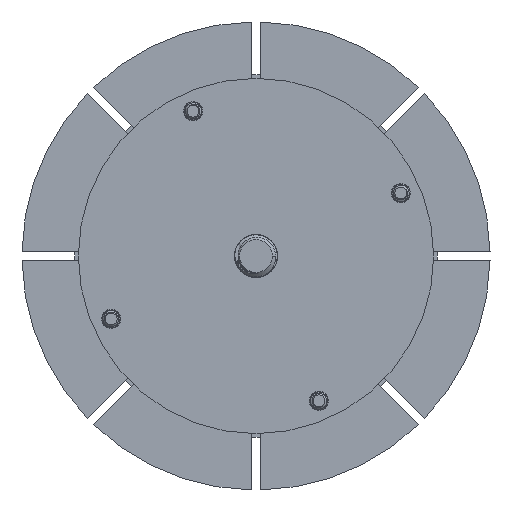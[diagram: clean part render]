
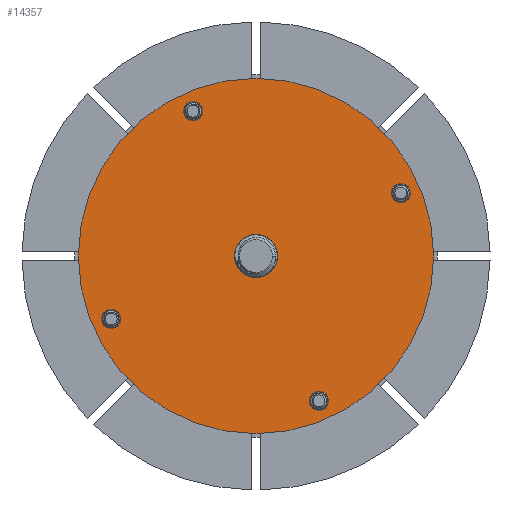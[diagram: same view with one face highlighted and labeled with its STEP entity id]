
A CAD part, front view. The second image highlights one B-rep face of the part: STEP entity #14357.
In plain terms, the highlighted planar face has unit normal (0, -1, 0).
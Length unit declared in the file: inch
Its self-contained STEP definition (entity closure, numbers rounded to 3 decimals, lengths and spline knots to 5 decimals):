
#54 = DIRECTION ( 'NONE',  ( 0., 0., 1. ) ) ;
#117 = DIRECTION ( 'NONE',  ( 0., 0., 1. ) ) ;
#270 = DIRECTION ( 'NONE',  ( 0., 0., 1. ) ) ;
#1063 = CIRCLE ( 'NONE', #34150, 2.6155 ) ;
#1511 = AXIS2_PLACEMENT_3D ( 'NONE', #26835, #32691, #17542 ) ;
#1661 = ORIENTED_EDGE ( 'NONE', *, *, #23889, .T. ) ;
#1699 = DIRECTION ( 'NONE',  ( 0., 0., 1. ) ) ;
#2002 = VERTEX_POINT ( 'NONE', #29032 ) ;
#2719 = CARTESIAN_POINT ( 'NONE',  ( 0., 0., 0. ) ) ;
#2941 = EDGE_CURVE ( 'NONE', #38778, #30992, #8071, .T. ) ;
#3009 = ORIENTED_EDGE ( 'NONE', *, *, #24031, .T. ) ;
#3551 = FACE_BOUND ( 'NONE', #14721, .T. ) ;
#3642 = CARTESIAN_POINT ( 'NONE',  ( 0., 0., 0. ) ) ;
#4279 = DIRECTION ( 'NONE',  ( 0., 1., 0. ) ) ;
#4596 = ORIENTED_EDGE ( 'NONE', *, *, #33376, .T. ) ;
#4807 = AXIS2_PLACEMENT_3D ( 'NONE', #36345, #15069, #20932 ) ;
#4963 = EDGE_LOOP ( 'NONE', ( #31916, #3009 ) ) ;
#4984 = DIRECTION ( 'NONE',  ( 0., 1., 0. ) ) ;
#5536 = ORIENTED_EDGE ( 'NONE', *, *, #21356, .T. ) ;
#6225 = FACE_BOUND ( 'NONE', #11483, .T. ) ;
#6662 = VERTEX_POINT ( 'NONE', #8191 ) ;
#7132 = DIRECTION ( 'NONE',  ( 0., 0., 1. ) ) ;
#7444 = EDGE_LOOP ( 'NONE', ( #4596, #5536 ) ) ;
#7587 = AXIS2_PLACEMENT_3D ( 'NONE', #38874, #4984, #11116 ) ;
#7758 = EDGE_LOOP ( 'NONE', ( #24285, #1661 ) ) ;
#8071 = CIRCLE ( 'NONE', #4807, 0.32 ) ;
#8168 = CARTESIAN_POINT ( 'NONE',  ( -2.13125, 0., -1.06719 ) ) ;
#8191 = CARTESIAN_POINT ( 'NONE',  ( 0., 0., -2.6155 ) ) ;
#8364 = AXIS2_PLACEMENT_3D ( 'NONE', #32525, #29916, #1699 ) ;
#8564 = AXIS2_PLACEMENT_3D ( 'NONE', #11085, #23407, #17372 ) ;
#9089 = CARTESIAN_POINT ( 'NONE',  ( -0.92669, 0., 1.99075 ) ) ;
#9331 = VERTEX_POINT ( 'NONE', #35199 ) ;
#9433 = EDGE_CURVE ( 'NONE', #37282, #11342, #13088, .T. ) ;
#9951 = AXIS2_PLACEMENT_3D ( 'NONE', #13017, #25373, #7132 ) ;
#10070 = VERTEX_POINT ( 'NONE', #26730 ) ;
#10283 = CARTESIAN_POINT ( 'NONE',  ( 0., 0., -0.32 ) ) ;
#11085 = CARTESIAN_POINT ( 'NONE',  ( -2.13125, 0., -0.92669 ) ) ;
#11088 = CARTESIAN_POINT ( 'NONE',  ( 0., 0., 0. ) ) ;
#11116 = DIRECTION ( 'NONE',  ( 0., 0., 1. ) ) ;
#11342 = VERTEX_POINT ( 'NONE', #15402 ) ;
#11483 = EDGE_LOOP ( 'NONE', ( #38444, #18003 ) ) ;
#11948 = AXIS2_PLACEMENT_3D ( 'NONE', #15348, #4279, #270 ) ;
#12137 = CIRCLE ( 'NONE', #33467, 0.1405 ) ;
#12438 = CIRCLE ( 'NONE', #39678, 0.32 ) ;
#13017 = CARTESIAN_POINT ( 'NONE',  ( 0.92669, 0., -2.13125 ) ) ;
#13088 = CIRCLE ( 'NONE', #8564, 0.1405 ) ;
#13396 = VERTEX_POINT ( 'NONE', #29492 ) ;
#14193 = EDGE_LOOP ( 'NONE', ( #25264, #15206 ) ) ;
#14306 = CIRCLE ( 'NONE', #22696, 0.1405 ) ;
#14330 = DIRECTION ( 'NONE',  ( 0., 1., 0. ) ) ;
#14357 = ADVANCED_FACE ( 'NONE', ( #6225, #18982, #31339, #3551, #39668, #36646 ), #27267, .F. ) ;
#14721 = EDGE_LOOP ( 'NONE', ( #28137, #38798 ) ) ;
#15069 = DIRECTION ( 'NONE',  ( 0., 1., 0. ) ) ;
#15206 = ORIENTED_EDGE ( 'NONE', *, *, #18410, .F. ) ;
#15348 = CARTESIAN_POINT ( 'NONE',  ( 2.13125, 0., 0.92669 ) ) ;
#15402 = CARTESIAN_POINT ( 'NONE',  ( -2.13125, 0., -0.78619 ) ) ;
#15768 = CIRCLE ( 'NONE', #9951, 0.1405 ) ;
#17091 = CIRCLE ( 'NONE', #1511, 0.1405 ) ;
#17372 = DIRECTION ( 'NONE',  ( 0., 0., 1. ) ) ;
#17542 = DIRECTION ( 'NONE',  ( 0., 0., 1. ) ) ;
#18003 = ORIENTED_EDGE ( 'NONE', *, *, #2941, .T. ) ;
#18028 = CARTESIAN_POINT ( 'NONE',  ( -0.92669, 0., 2.13125 ) ) ;
#18065 = DIRECTION ( 'NONE',  ( 0., 1., 0. ) ) ;
#18124 = CIRCLE ( 'NONE', #29107, 0.1405 ) ;
#18410 = EDGE_CURVE ( 'NONE', #20810, #6662, #21969, .T. ) ;
#18409 = CIRCLE ( 'NONE', #11948, 0.1405 ) ;
#18756 = DIRECTION ( 'NONE',  ( 0., 1., 0. ) ) ;
#18982 = FACE_BOUND ( 'NONE', #7758, .T. ) ;
#19224 = VERTEX_POINT ( 'NONE', #24952 ) ;
#20801 = DIRECTION ( 'NONE',  ( 0., 0., 1. ) ) ;
#20810 = VERTEX_POINT ( 'NONE', #40127 ) ;
#20932 = DIRECTION ( 'NONE',  ( 0., 0., 1. ) ) ;
#20971 = DIRECTION ( 'NONE',  ( 0., 0., 1. ) ) ;
#21356 = EDGE_CURVE ( 'NONE', #19224, #9331, #17091, .T. ) ;
#21969 = CIRCLE ( 'NONE', #8364, 2.6155 ) ;
#22696 = AXIS2_PLACEMENT_3D ( 'NONE', #18028, #40110, #117 ) ;
#23407 = DIRECTION ( 'NONE',  ( 0., 1., 0. ) ) ;
#23889 = EDGE_CURVE ( 'NONE', #2002, #10070, #12137, .T. ) ;
#24031 = EDGE_CURVE ( 'NONE', #37978, #13396, #26385, .T. ) ;
#24285 = ORIENTED_EDGE ( 'NONE', *, *, #31629, .T. ) ;
#24515 = EDGE_CURVE ( 'NONE', #6662, #20810, #1063, .T. ) ;
#24952 = CARTESIAN_POINT ( 'NONE',  ( 2.13125, 0., 0.78619 ) ) ;
#25264 = ORIENTED_EDGE ( 'NONE', *, *, #24515, .F. ) ;
#25342 = CARTESIAN_POINT ( 'NONE',  ( -2.13125, 0., -0.92669 ) ) ;
#25356 = DIRECTION ( 'NONE',  ( 0., 0., 1. ) ) ;
#25373 = DIRECTION ( 'NONE',  ( 0., 1., 0. ) ) ;
#26385 = CIRCLE ( 'NONE', #7587, 0.1405 ) ;
#26730 = CARTESIAN_POINT ( 'NONE',  ( 0.92669, 0., -1.99075 ) ) ;
#26835 = CARTESIAN_POINT ( 'NONE',  ( 2.13125, 0., 0.92669 ) ) ;
#27267 = PLANE ( 'NONE',  #32069 ) ;
#27355 = DIRECTION ( 'NONE',  ( 0., 0., 1. ) ) ;
#27663 = DIRECTION ( 'NONE',  ( 0., 1., 0. ) ) ;
#28137 = ORIENTED_EDGE ( 'NONE', *, *, #38420, .T. ) ;
#29032 = CARTESIAN_POINT ( 'NONE',  ( 0.92669, 0., -2.27175 ) ) ;
#29107 = AXIS2_PLACEMENT_3D ( 'NONE', #25342, #30496, #20971 ) ;
#29485 = EDGE_CURVE ( 'NONE', #30992, #38778, #12438, .T. ) ;
#29492 = CARTESIAN_POINT ( 'NONE',  ( -0.92669, 0., 2.27175 ) ) ;
#29916 = DIRECTION ( 'NONE',  ( 0., 1., 0. ) ) ;
#30496 = DIRECTION ( 'NONE',  ( 0., 1., 0. ) ) ;
#30992 = VERTEX_POINT ( 'NONE', #39775 ) ;
#31339 = FACE_BOUND ( 'NONE', #7444, .T. ) ;
#31629 = EDGE_CURVE ( 'NONE', #10070, #2002, #15768, .T. ) ;
#31916 = ORIENTED_EDGE ( 'NONE', *, *, #39563, .T. ) ;
#32069 = AXIS2_PLACEMENT_3D ( 'NONE', #2719, #18756, #54 ) ;
#32525 = CARTESIAN_POINT ( 'NONE',  ( 0., 0., 0. ) ) ;
#32691 = DIRECTION ( 'NONE',  ( 0., 1., 0. ) ) ;
#33016 = CARTESIAN_POINT ( 'NONE',  ( 0.92669, 0., -2.13125 ) ) ;
#33376 = EDGE_CURVE ( 'NONE', #9331, #19224, #18409, .T. ) ;
#33467 = AXIS2_PLACEMENT_3D ( 'NONE', #33016, #18065, #27355 ) ;
#34150 = AXIS2_PLACEMENT_3D ( 'NONE', #3642, #27663, #25356 ) ;
#35199 = CARTESIAN_POINT ( 'NONE',  ( 2.13125, 0., 1.06719 ) ) ;
#36345 = CARTESIAN_POINT ( 'NONE',  ( 0., 0., 0. ) ) ;
#36646 = FACE_OUTER_BOUND ( 'NONE', #14193, .T. ) ;
#37282 = VERTEX_POINT ( 'NONE', #8168 ) ;
#37978 = VERTEX_POINT ( 'NONE', #9089 ) ;
#38420 = EDGE_CURVE ( 'NONE', #11342, #37282, #18124, .T. ) ;
#38444 = ORIENTED_EDGE ( 'NONE', *, *, #29485, .T. ) ;
#38778 = VERTEX_POINT ( 'NONE', #10283 ) ;
#38798 = ORIENTED_EDGE ( 'NONE', *, *, #9433, .T. ) ;
#38874 = CARTESIAN_POINT ( 'NONE',  ( -0.92669, 0., 2.13125 ) ) ;
#39563 = EDGE_CURVE ( 'NONE', #13396, #37978, #14306, .T. ) ;
#39668 = FACE_BOUND ( 'NONE', #4963, .T. ) ;
#39678 = AXIS2_PLACEMENT_3D ( 'NONE', #11088, #14330, #20801 ) ;
#39775 = CARTESIAN_POINT ( 'NONE',  ( 0., 0., 0.32 ) ) ;
#40110 = DIRECTION ( 'NONE',  ( 0., 1., 0. ) ) ;
#40127 = CARTESIAN_POINT ( 'NONE',  ( 0., 0., 2.6155 ) ) ;
